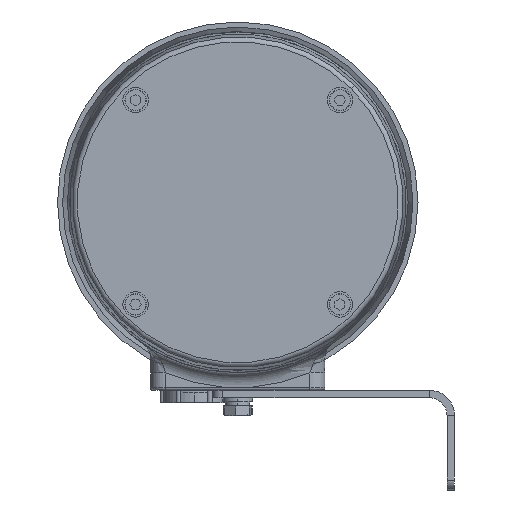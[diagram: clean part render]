
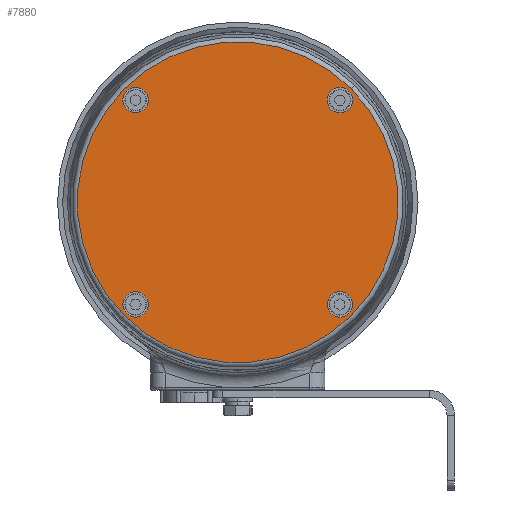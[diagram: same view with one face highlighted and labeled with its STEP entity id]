
A CAD part, front view. The second image highlights one B-rep face of the part: STEP entity #7880.
In plain terms, the highlighted planar face has unit normal (0, -1, 0).
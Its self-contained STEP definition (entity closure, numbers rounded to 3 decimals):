
#62 = AXIS2_PLACEMENT_3D ( 'NONE', #8301, #2334, #3635 ) ;
#561 = ORIENTED_EDGE ( 'NONE', *, *, #15560, .F. ) ;
#712 = DIRECTION ( 'NONE',  ( 0.707, 0., 0.707 ) ) ;
#989 = CARTESIAN_POINT ( 'NONE',  ( 44.618, -11.25, 44.618 ) ) ;
#1273 = CARTESIAN_POINT ( 'NONE',  ( -41.012, -11.25, -41.012 ) ) ;
#1281 = AXIS2_PLACEMENT_3D ( 'NONE', #1273, #4248, #5688 ) ;
#1345 = ORIENTED_EDGE ( 'NONE', *, *, #4784, .T. ) ;
#1591 = DIRECTION ( 'NONE',  ( -0.707, 0., -0.707 ) ) ;
#1906 = CARTESIAN_POINT ( 'NONE',  ( -45.526, -11.25, -45.526 ) ) ;
#2142 = CIRCLE ( 'NONE', #3337, 5.1 ) ;
#2223 = DIRECTION ( 'NONE',  ( 0., -1., 0. ) ) ;
#2334 = DIRECTION ( 'NONE',  ( 0., -1., 0. ) ) ;
#2466 = VERTEX_POINT ( 'NONE', #1906 ) ;
#2515 = CARTESIAN_POINT ( 'NONE',  ( -44.618, -11.25, 37.406 ) ) ;
#2589 = CARTESIAN_POINT ( 'NONE',  ( 45.526, -11.25, 45.526 ) ) ;
#2958 = EDGE_LOOP ( 'NONE', ( #1345, #9810 ) ) ;
#3164 = CIRCLE ( 'NONE', #17403, 5.1 ) ;
#3202 = PLANE ( 'NONE',  #14709 ) ;
#3272 = DIRECTION ( 'NONE',  ( 0., -1., 0. ) ) ;
#3337 = AXIS2_PLACEMENT_3D ( 'NONE', #14973, #16611, #18084 ) ;
#3456 = DIRECTION ( 'NONE',  ( 0.707, 0., 0.707 ) ) ;
#3510 = EDGE_LOOP ( 'NONE', ( #17774, #17307 ) ) ;
#3635 = DIRECTION ( 'NONE',  ( -0.707, 0., -0.707 ) ) ;
#3792 = FACE_BOUND ( 'NONE', #15541, .T. ) ;
#3894 = EDGE_CURVE ( 'NONE', #12402, #15645, #4819, .T. ) ;
#3997 = CIRCLE ( 'NONE', #16217, 5.1 ) ;
#4196 = DIRECTION ( 'NONE',  ( 0., -1., 0. ) ) ;
#4248 = DIRECTION ( 'NONE',  ( 0., -1., 0. ) ) ;
#4584 = EDGE_CURVE ( 'NONE', #15645, #12402, #9640, .T. ) ;
#4619 = EDGE_LOOP ( 'NONE', ( #15025, #561 ) ) ;
#4784 = EDGE_CURVE ( 'NONE', #15055, #2466, #16806, .T. ) ;
#4819 = CIRCLE ( 'NONE', #1281, 5.1 ) ;
#5068 = AXIS2_PLACEMENT_3D ( 'NONE', #14769, #17750, #8917 ) ;
#5180 = VERTEX_POINT ( 'NONE', #989 ) ;
#5188 = FACE_BOUND ( 'NONE', #4619, .T. ) ;
#5499 = CARTESIAN_POINT ( 'NONE',  ( 41.012, -11.25, 41.012 ) ) ;
#5688 = DIRECTION ( 'NONE',  ( -0.707, 0., -0.707 ) ) ;
#5949 = DIRECTION ( 'NONE',  ( 0., -1., 0. ) ) ;
#6136 = CARTESIAN_POINT ( 'NONE',  ( -41.012, -11.25, 41.012 ) ) ;
#6587 = DIRECTION ( 'NONE',  ( 0.707, 0., 0.707 ) ) ;
#7652 = CARTESIAN_POINT ( 'NONE',  ( 41.012, -11.25, -41.012 ) ) ;
#7880 = ADVANCED_FACE ( 'NONE', ( #12521, #10034, #3792, #9135, #5188 ), #3202, .F. ) ;
#8301 = CARTESIAN_POINT ( 'NONE',  ( -41.012, -11.25, -41.012 ) ) ;
#8310 = AXIS2_PLACEMENT_3D ( 'NONE', #6136, #5949, #1591 ) ;
#8677 = CIRCLE ( 'NONE', #15960, 64.384 ) ;
#8776 = EDGE_CURVE ( 'NONE', #18100, #10841, #3997, .T. ) ;
#8917 = DIRECTION ( 'NONE',  ( -0.707, 0., -0.707 ) ) ;
#9135 = FACE_BOUND ( 'NONE', #10696, .T. ) ;
#9182 = EDGE_CURVE ( 'NONE', #15898, #13996, #13234, .T. ) ;
#9504 = EDGE_CURVE ( 'NONE', #10060, #5180, #16479, .T. ) ;
#9547 = DIRECTION ( 'NONE',  ( 0., -1., 0. ) ) ;
#9640 = CIRCLE ( 'NONE', #62, 5.1 ) ;
#9721 = EDGE_CURVE ( 'NONE', #10841, #18100, #2142, .T. ) ;
#9810 = ORIENTED_EDGE ( 'NONE', *, *, #18216, .T. ) ;
#9996 = DIRECTION ( 'NONE',  ( 0., -1., 0. ) ) ;
#10034 = FACE_BOUND ( 'NONE', #3510, .T. ) ;
#10060 = VERTEX_POINT ( 'NONE', #17931 ) ;
#10595 = DIRECTION ( 'NONE',  ( -0.707, 0., -0.707 ) ) ;
#10606 = ORIENTED_EDGE ( 'NONE', *, *, #9182, .F. ) ;
#10696 = EDGE_LOOP ( 'NONE', ( #15013, #10606 ) ) ;
#10823 = CARTESIAN_POINT ( 'NONE',  ( 46.793, -11.25, -46.793 ) ) ;
#10841 = VERTEX_POINT ( 'NONE', #14759 ) ;
#12353 = CARTESIAN_POINT ( 'NONE',  ( -37.406, -11.25, -37.406 ) ) ;
#12402 = VERTEX_POINT ( 'NONE', #12353 ) ;
#12521 = FACE_OUTER_BOUND ( 'NONE', #2958, .T. ) ;
#13094 = CARTESIAN_POINT ( 'NONE',  ( -41.012, -11.25, 41.012 ) ) ;
#13234 = CIRCLE ( 'NONE', #8310, 5.1 ) ;
#13453 = CARTESIAN_POINT ( 'NONE',  ( -37.406, -11.25, 44.618 ) ) ;
#13589 = DIRECTION ( 'NONE',  ( 0., 1., 0. ) ) ;
#13634 = AXIS2_PLACEMENT_3D ( 'NONE', #16911, #9547, #712 ) ;
#13996 = VERTEX_POINT ( 'NONE', #2515 ) ;
#14709 = AXIS2_PLACEMENT_3D ( 'NONE', #10823, #13589, #3456 ) ;
#14759 = CARTESIAN_POINT ( 'NONE',  ( 44.618, -11.25, -37.406 ) ) ;
#14769 = CARTESIAN_POINT ( 'NONE',  ( 41.012, -11.25, 41.012 ) ) ;
#14973 = CARTESIAN_POINT ( 'NONE',  ( 41.012, -11.25, -41.012 ) ) ;
#15013 = ORIENTED_EDGE ( 'NONE', *, *, #15526, .F. ) ;
#15025 = ORIENTED_EDGE ( 'NONE', *, *, #9504, .F. ) ;
#15055 = VERTEX_POINT ( 'NONE', #2589 ) ;
#15140 = ORIENTED_EDGE ( 'NONE', *, *, #4584, .F. ) ;
#15526 = EDGE_CURVE ( 'NONE', #13996, #15898, #17741, .T. ) ;
#15541 = EDGE_LOOP ( 'NONE', ( #15140, #15764 ) ) ;
#15560 = EDGE_CURVE ( 'NONE', #5180, #10060, #3164, .T. ) ;
#15645 = VERTEX_POINT ( 'NONE', #17374 ) ;
#15764 = ORIENTED_EDGE ( 'NONE', *, *, #3894, .F. ) ;
#15898 = VERTEX_POINT ( 'NONE', #13453 ) ;
#15960 = AXIS2_PLACEMENT_3D ( 'NONE', #18504, #2223, #6587 ) ;
#16000 = DIRECTION ( 'NONE',  ( -0.707, 0., -0.707 ) ) ;
#16217 = AXIS2_PLACEMENT_3D ( 'NONE', #7652, #3272, #10595 ) ;
#16479 = CIRCLE ( 'NONE', #5068, 5.1 ) ;
#16611 = DIRECTION ( 'NONE',  ( 0., -1., 0. ) ) ;
#16806 = CIRCLE ( 'NONE', #13634, 64.384 ) ;
#16911 = CARTESIAN_POINT ( 'NONE',  ( 0., -11.25, 0. ) ) ;
#17307 = ORIENTED_EDGE ( 'NONE', *, *, #9721, .F. ) ;
#17374 = CARTESIAN_POINT ( 'NONE',  ( -44.618, -11.25, -44.618 ) ) ;
#17403 = AXIS2_PLACEMENT_3D ( 'NONE', #5499, #9996, #16000 ) ;
#17741 = CIRCLE ( 'NONE', #18025, 5.1 ) ;
#17750 = DIRECTION ( 'NONE',  ( 0., -1., 0. ) ) ;
#17774 = ORIENTED_EDGE ( 'NONE', *, *, #8776, .F. ) ;
#17931 = CARTESIAN_POINT ( 'NONE',  ( 37.406, -11.25, 37.406 ) ) ;
#18025 = AXIS2_PLACEMENT_3D ( 'NONE', #13094, #4196, #18987 ) ;
#18084 = DIRECTION ( 'NONE',  ( -0.707, 0., -0.707 ) ) ;
#18100 = VERTEX_POINT ( 'NONE', #18122 ) ;
#18122 = CARTESIAN_POINT ( 'NONE',  ( 37.406, -11.25, -44.618 ) ) ;
#18216 = EDGE_CURVE ( 'NONE', #2466, #15055, #8677, .T. ) ;
#18504 = CARTESIAN_POINT ( 'NONE',  ( 0., -11.25, 0. ) ) ;
#18987 = DIRECTION ( 'NONE',  ( -0.707, 0., -0.707 ) ) ;
